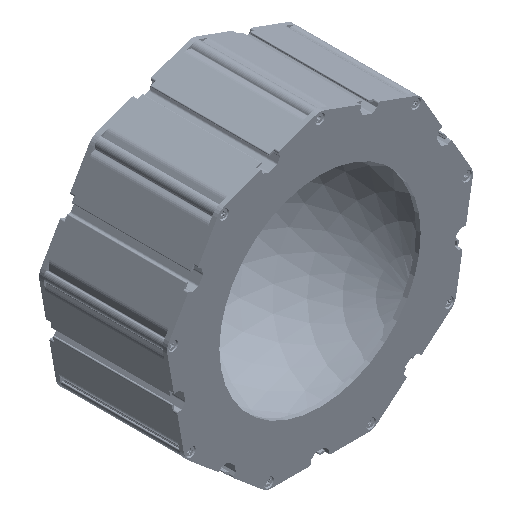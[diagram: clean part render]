
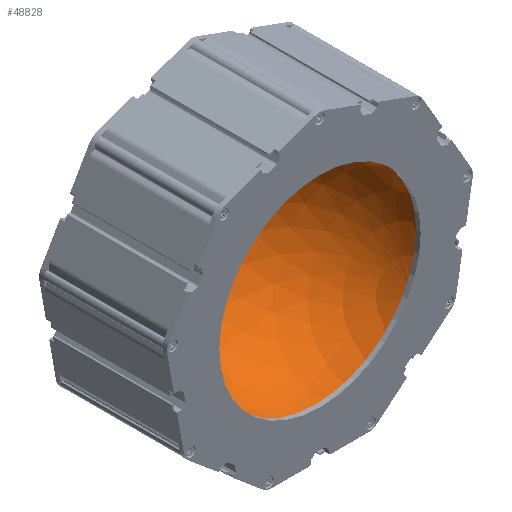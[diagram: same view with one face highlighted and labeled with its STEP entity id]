
A CAD part, isometric view. The second image highlights one B-rep face of the part: STEP entity #48828.
In plain terms, the highlighted spherical face has radius 79.375 mm.
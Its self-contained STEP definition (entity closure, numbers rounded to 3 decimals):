
#2316 = DIRECTION ( 'NONE',  ( 0., 0., -1. ) ) ;
#2327 = EDGE_CURVE ( 'NONE', #47633, #33888, #15499, .T. ) ;
#3342 = CARTESIAN_POINT ( 'NONE',  ( 15., 77.945, 0. ) ) ;
#3902 = DIRECTION ( 'NONE',  ( 0., 0., -1. ) ) ;
#4539 = CARTESIAN_POINT ( 'NONE',  ( 0., 0., 0. ) ) ;
#5047 = VERTEX_POINT ( 'NONE', #29391 ) ;
#5321 = DIRECTION ( 'NONE',  ( 0., 0., 1. ) ) ;
#5796 = AXIS2_PLACEMENT_3D ( 'NONE', #4539, #36122, #9107 ) ;
#9107 = DIRECTION ( 'NONE',  ( 0., 1., 0. ) ) ;
#11093 = DIRECTION ( 'NONE',  ( 0., -1., 0. ) ) ;
#11432 = CIRCLE ( 'NONE', #12289, 15. ) ;
#12289 = AXIS2_PLACEMENT_3D ( 'NONE', #57946, #30942, #3902 ) ;
#12938 = ORIENTED_EDGE ( 'NONE', *, *, #2327, .T. ) ;
#13802 = ORIENTED_EDGE ( 'NONE', *, *, #15652, .T. ) ;
#14632 = ORIENTED_EDGE ( 'NONE', *, *, #49167, .T. ) ;
#15499 = CIRCLE ( 'NONE', #42177, 79.375 ) ;
#15569 = AXIS2_PLACEMENT_3D ( 'NONE', #56368, #29379, #2316 ) ;
#15652 = EDGE_CURVE ( 'NONE', #33888, #5047, #22935, .T. ) ;
#15680 = FACE_OUTER_BOUND ( 'NONE', #53660, .T. ) ;
#16280 = CARTESIAN_POINT ( 'NONE',  ( 0., 77.945, -15. ) ) ;
#17809 = DIRECTION ( 'NONE',  ( 0., 1., 0. ) ) ;
#18430 = AXIS2_PLACEMENT_3D ( 'NONE', #38118, #11093, #42669 ) ;
#19857 = EDGE_CURVE ( 'NONE', #5047, #53118, #45867, .T. ) ;
#22935 = CIRCLE ( 'NONE', #18430, 79.304 ) ;
#23466 = SPHERICAL_SURFACE ( 'NONE', #50225, 79.375 ) ;
#23920 = EDGE_CURVE ( 'NONE', #52806, #24437, #11432, .T. ) ;
#24437 = VERTEX_POINT ( 'NONE', #16280 ) ;
#25144 = DIRECTION ( 'NONE',  ( 1., 0., 0. ) ) ;
#29379 = DIRECTION ( 'NONE',  ( 0., -1., 0. ) ) ;
#29391 = CARTESIAN_POINT ( 'NONE',  ( 0., 3.345, -79.304 ) ) ;
#29430 = CARTESIAN_POINT ( 'NONE',  ( -15., 77.945, 0. ) ) ;
#30942 = DIRECTION ( 'NONE',  ( 0., 1., 0. ) ) ;
#32373 = CARTESIAN_POINT ( 'NONE',  ( 0., 0., 0. ) ) ;
#33888 = VERTEX_POINT ( 'NONE', #34248 ) ;
#34248 = CARTESIAN_POINT ( 'NONE',  ( -79.304, 3.345, 0. ) ) ;
#35257 = EDGE_CURVE ( 'NONE', #52806, #53118, #49647, .T. ) ;
#36122 = DIRECTION ( 'NONE',  ( 0., 0., -1. ) ) ;
#36876 = DIRECTION ( 'NONE',  ( 0., -1., 0. ) ) ;
#37025 = AXIS2_PLACEMENT_3D ( 'NONE', #44821, #17809, #49365 ) ;
#38118 = CARTESIAN_POINT ( 'NONE',  ( 0., 3.345, 0. ) ) ;
#39245 = ORIENTED_EDGE ( 'NONE', *, *, #19857, .T. ) ;
#42177 = AXIS2_PLACEMENT_3D ( 'NONE', #32373, #5321, #36876 ) ;
#42669 = DIRECTION ( 'NONE',  ( 0., 0., -1. ) ) ;
#44821 = CARTESIAN_POINT ( 'NONE',  ( 0., 77.945, 0. ) ) ;
#45867 = CIRCLE ( 'NONE', #15569, 79.304 ) ;
#47633 = VERTEX_POINT ( 'NONE', #29430 ) ;
#48828 = ADVANCED_FACE ( 'NONE', ( #15680 ), #23466, .F. ) ;
#49167 = EDGE_CURVE ( 'NONE', #24437, #47633, #57261, .T. ) ;
#49365 = DIRECTION ( 'NONE',  ( 0., 0., -1. ) ) ;
#49647 = CIRCLE ( 'NONE', #5796, 79.375 ) ;
#50225 = AXIS2_PLACEMENT_3D ( 'NONE', #51981, #52167, #25144 ) ;
#50722 = ORIENTED_EDGE ( 'NONE', *, *, #23920, .T. ) ;
#51981 = CARTESIAN_POINT ( 'NONE',  ( 0., 0., 0. ) ) ;
#52167 = DIRECTION ( 'NONE',  ( 0., 0., 1. ) ) ;
#52806 = VERTEX_POINT ( 'NONE', #3342 ) ;
#53118 = VERTEX_POINT ( 'NONE', #54429 ) ;
#53660 = EDGE_LOOP ( 'NONE', ( #50722, #14632, #12938, #13802, #39245, #57441 ) ) ;
#54429 = CARTESIAN_POINT ( 'NONE',  ( 79.304, 3.345, 0. ) ) ;
#56368 = CARTESIAN_POINT ( 'NONE',  ( 0., 3.345, 0. ) ) ;
#57261 = CIRCLE ( 'NONE', #37025, 15. ) ;
#57441 = ORIENTED_EDGE ( 'NONE', *, *, #35257, .F. ) ;
#57946 = CARTESIAN_POINT ( 'NONE',  ( 0., 77.945, 0. ) ) ;
